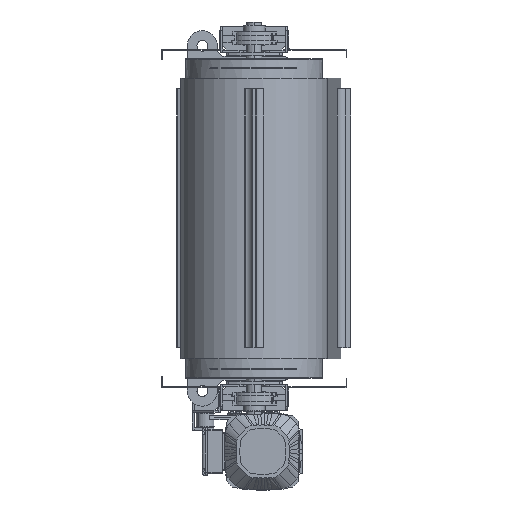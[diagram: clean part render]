
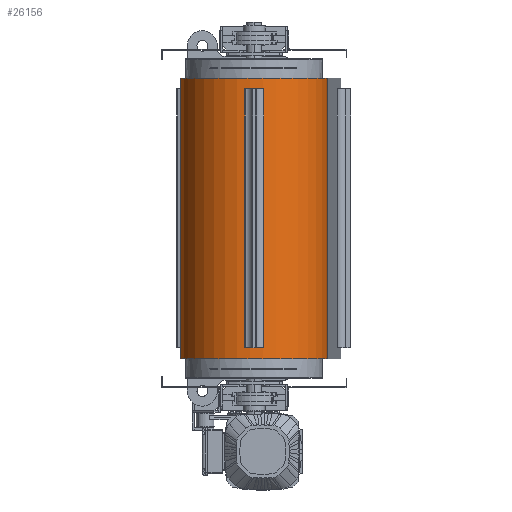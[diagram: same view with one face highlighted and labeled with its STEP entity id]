
A CAD part, left-side view. The second image highlights one B-rep face of the part: STEP entity #26156.
In plain terms, the highlighted cylindrical face has radius 171 mm (diameter 342 mm), a partial arc.
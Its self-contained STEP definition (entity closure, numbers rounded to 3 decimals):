
#3914=FACE_OUTER_BOUND('',#7125,.F.);
#7125=EDGE_LOOP('',(#15490,#15491,#15492,#15493));
#15490=ORIENTED_EDGE('',*,*,#45445,.T.);
#15491=ORIENTED_EDGE('',*,*,#45469,.F.);
#15492=ORIENTED_EDGE('',*,*,#45461,.T.);
#15493=ORIENTED_EDGE('',*,*,#45468,.T.);
#26156=ADVANCED_FACE('',(#3914),#28585,.T.);
#28585=CYLINDRICAL_SURFACE('',#57187,171.);
#31664=LINE('',#87481,#36555);
#31665=LINE('',#87482,#36556);
#36555=VECTOR('',#66596,650.);
#36556=VECTOR('',#66597,650.);
#40793=CIRCLE('',#57178,171.);
#40797=CIRCLE('',#57182,171.);
#45445=EDGE_CURVE('',#52216,#52214,#40793,.T.);
#45461=EDGE_CURVE('',#52198,#52200,#40797,.T.);
#45468=EDGE_CURVE('',#52200,#52216,#31664,.T.);
#45469=EDGE_CURVE('',#52198,#52214,#31665,.T.);
#52198=VERTEX_POINT('',#87422);
#52200=VERTEX_POINT('',#87424);
#52214=VERTEX_POINT('',#87438);
#52216=VERTEX_POINT('',#87440);
#57178=AXIS2_PLACEMENT_3D('',#87458,#66567,#66568);
#57182=AXIS2_PLACEMENT_3D('',#87474,#66587,#66588);
#57187=AXIS2_PLACEMENT_3D('',#87500,#66618,#66619);
#66567=DIRECTION('',(0.,0.,1.));
#66568=DIRECTION('',(0.054,0.999,0.));
#66587=DIRECTION('',(0.,0.,-1.));
#66588=DIRECTION('',(-0.053,-0.999,0.));
#66596=DIRECTION('',(0.,0.,1.));
#66597=DIRECTION('',(0.,0.,1.));
#66618=DIRECTION('',(0.,0.,1.));
#66619=DIRECTION('',(0.054,0.999,0.));
#87422=CARTESIAN_POINT('',(-2288.508,-240.759,-325.));
#87424=CARTESIAN_POINT('',(-2270.201,100.751,-325.));
#87438=CARTESIAN_POINT('',(-2288.508,-240.759,325.));
#87440=CARTESIAN_POINT('',(-2270.201,100.751,325.));
#87458=CARTESIAN_POINT('',(-2279.425,-70.,325.));
#87474=CARTESIAN_POINT('',(-2279.425,-70.,-325.));
#87481=CARTESIAN_POINT('',(-2270.201,100.751,-325.));
#87482=CARTESIAN_POINT('',(-2288.508,-240.759,-325.));
#87500=CARTESIAN_POINT('',(-2279.425,-70.,-325.));
